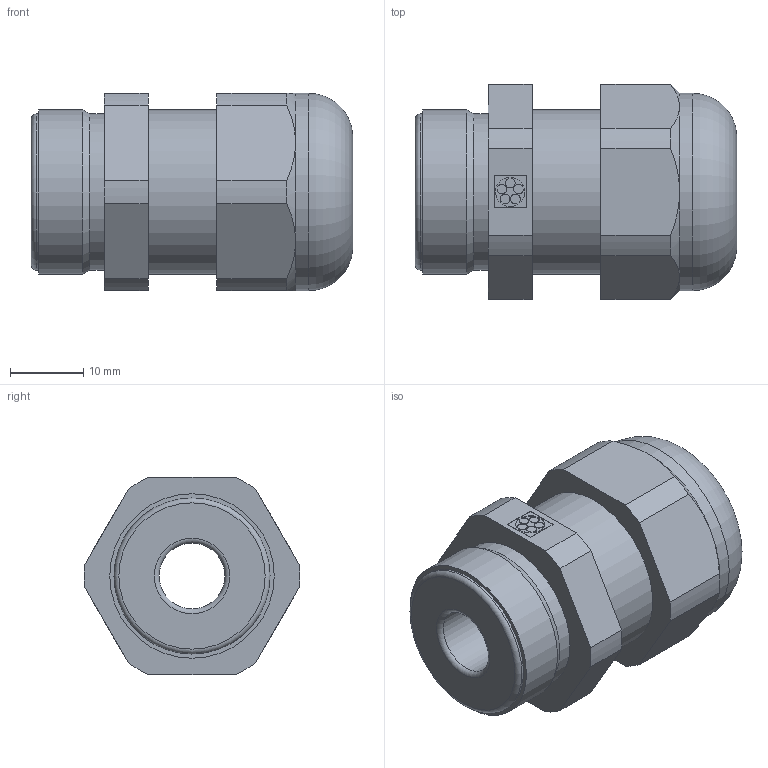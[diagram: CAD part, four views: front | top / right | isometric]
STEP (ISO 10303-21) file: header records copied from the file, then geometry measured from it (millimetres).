
FILE_DESCRIPTION( ( 'STEP AP214' ), '1' );
FILE_NAME( 'SKINTOP ST PG 16 Art. Nr. 53015240(F=9).stp', '2020-06-03T08:05:31', ( 'License CC BY-ND 4.0' ), ( 'CADENAS' ), ' ', 'PARTsolutions', ' ' );
FILE_SCHEMA( ( 'AUTOMOTIVE_DESIGN { 1 0 10303 214 1 1 1 1 }' ) );
Length unit declared in the file: millimetre
Products named in the file (1): _SKINTOP ST PG 16      Art. Nr. 53015240(F=9)
Bounding box: 44 x 29.48 x 27 mm (x, y, z)
Volume: 17839.6 mm3; surface area: 6650.7 mm2
Topology: 1 solids, 1 shells, 74 faces, 184 edges, 118 vertices
Faces by surface type: plane 34, cylinder 28, cone 7, torus 5
Full cylindrical faces by diameter (mm): 9 x1, 21.375 x2, 22.5 x1, 22.6 x1, 27 x1
Entity records: 2826 total; most frequent: CARTESIAN_POINT 461, DIRECTION 376, ORIENTED_EDGE 344, EDGE_CURVE 172, AXIS2_PLACEMENT_3D 141, VERTEX_POINT 118, EDGE_LOOP 94, LINE 94
